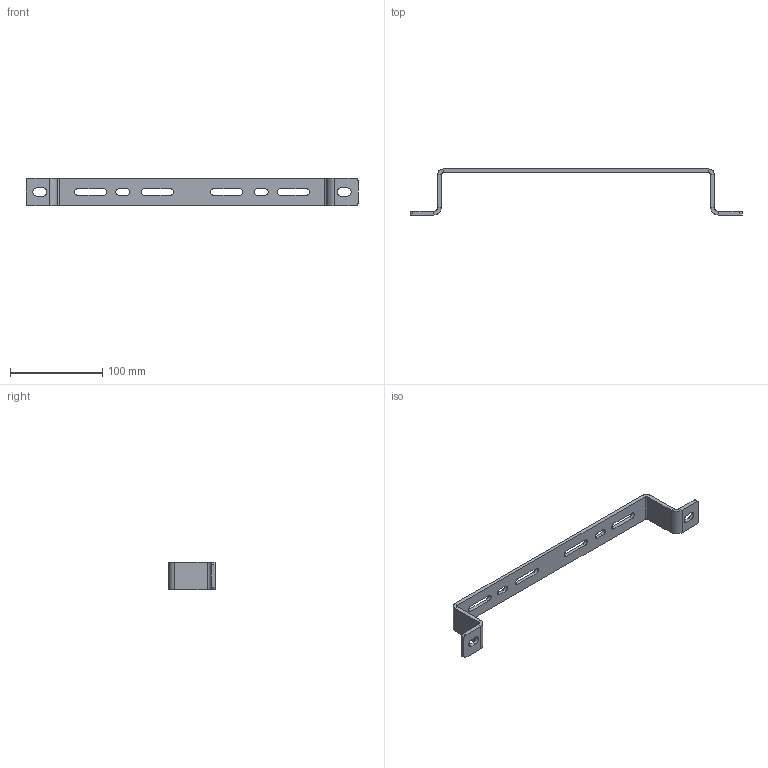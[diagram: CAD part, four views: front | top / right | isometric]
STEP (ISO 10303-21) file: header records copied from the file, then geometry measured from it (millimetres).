
FILE_DESCRIPTION (( 'STEP AP203' ), '1' );
FILE_NAME ('KTS 09.017-001_3-6015530.step', '2013-01-25T15:47:34', ( '' ), ( '' ), 'SwSTEP 2.0', 'SolidWorks 2012', '' );
FILE_SCHEMA (( 'CONFIG_CONTROL_DESIGN' ));
Length unit declared in the file: millimetre
Products named in the file (1): KTS 09.017-001_3-6015530
Bounding box: 360 x 50 x 30 mm (x, y, z)
Volume: 47678.9 mm3; surface area: 29476.7 mm2
Topology: 1 solids, 1 shells, 76 faces, 190 edges, 116 vertices
Faces by surface type: plane 46, cylinder 30
Entity records: 2347 total; most frequent: DIRECTION 404, CARTESIAN_POINT 383, ORIENTED_EDGE 380, EDGE_CURVE 190, AXIS2_PLACEMENT_3D 137, LINE 130, VECTOR 130, VERTEX_POINT 116
